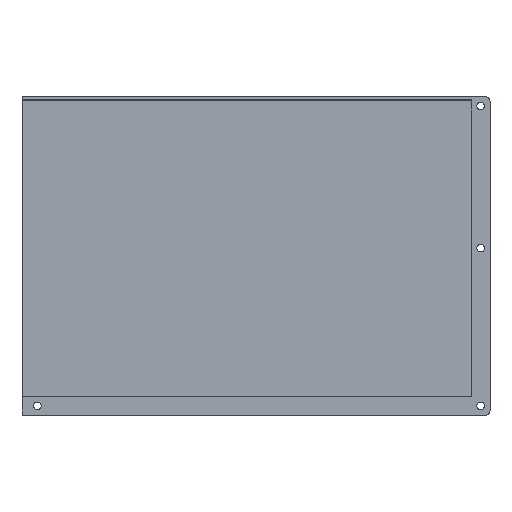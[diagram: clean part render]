
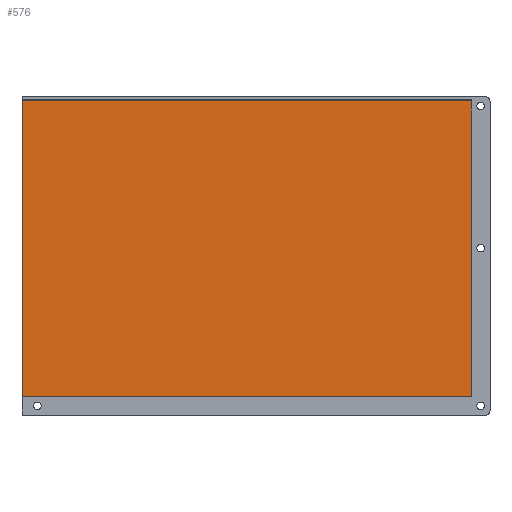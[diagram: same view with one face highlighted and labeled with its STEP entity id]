
A CAD part, top view. The second image highlights one B-rep face of the part: STEP entity #576.
In plain terms, the highlighted planar face has unit normal (0, 0, 1).
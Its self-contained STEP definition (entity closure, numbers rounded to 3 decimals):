
#94=FACE_OUTER_BOUND('',#136,.T.);
#136=EDGE_LOOP('',(#489,#490,#491,#492));
#149=LINE('',#835,#199);
#166=LINE('',#889,#216);
#189=LINE('',#967,#239);
#190=LINE('',#968,#240);
#199=VECTOR('',#663,10.);
#216=VECTOR('',#706,10.);
#239=VECTOR('',#797,10.);
#240=VECTOR('',#798,10.);
#249=VERTEX_POINT('',#833);
#250=VERTEX_POINT('',#834);
#274=VERTEX_POINT('',#888);
#295=VERTEX_POINT('',#966);
#301=EDGE_CURVE('',#249,#250,#149,.T.);
#328=EDGE_CURVE('',#249,#274,#166,.T.);
#365=EDGE_CURVE('',#295,#250,#189,.T.);
#366=EDGE_CURVE('',#274,#295,#190,.T.);
#489=ORIENTED_EDGE('',*,*,#301,.T.);
#490=ORIENTED_EDGE('',*,*,#365,.F.);
#491=ORIENTED_EDGE('',*,*,#366,.F.);
#492=ORIENTED_EDGE('',*,*,#328,.F.);
#548=PLANE('',#646);
#576=ADVANCED_FACE('',(#94),#548,.T.);
#646=AXIS2_PLACEMENT_3D('',#965,#795,#796);
#663=DIRECTION('',(0.,-1.,0.));
#706=DIRECTION('',(1.,0.,0.));
#795=DIRECTION('center_axis',(0.,0.,1.));
#796=DIRECTION('ref_axis',(1.,0.,0.));
#797=DIRECTION('',(-1.,0.,0.));
#798=DIRECTION('',(0.,-1.,0.));
#833=CARTESIAN_POINT('',(195.,138.125,3.));
#834=CARTESIAN_POINT('',(195.,0.,3.));
#835=CARTESIAN_POINT('',(195.,67.25,3.));
#888=CARTESIAN_POINT('',(404.325,138.125,3.));
#889=CARTESIAN_POINT('',(101.081,138.125,3.));
#965=CARTESIAN_POINT('Origin',(202.162,69.063,3.));
#966=CARTESIAN_POINT('',(404.325,0.,3.));
#967=CARTESIAN_POINT('',(303.244,0.,3.));
#968=CARTESIAN_POINT('',(404.325,103.594,3.));
